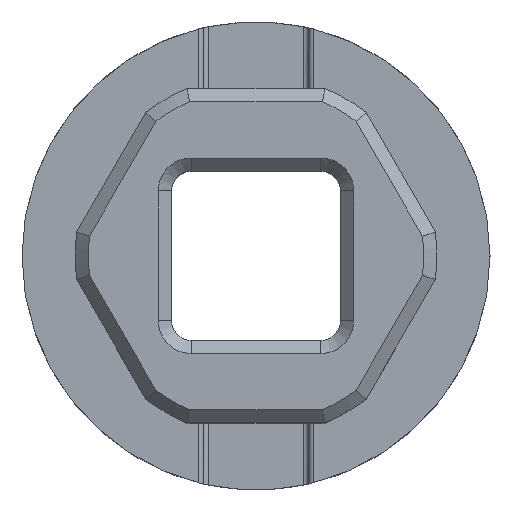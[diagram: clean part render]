
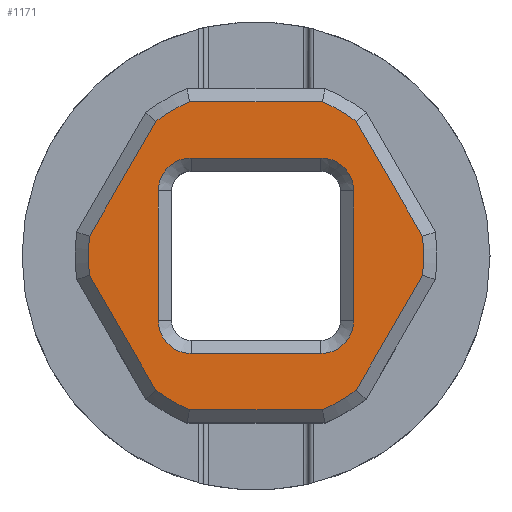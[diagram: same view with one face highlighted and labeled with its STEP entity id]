
A CAD part, top view. The second image highlights one B-rep face of the part: STEP entity #1171.
In plain terms, the highlighted planar face has unit normal (0, 0, 1).
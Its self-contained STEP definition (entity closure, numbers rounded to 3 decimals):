
#14=FACE_BOUND('',#353,.T.);
#23=PLANE('',#1282);
#97=LINE('',#1953,#196);
#98=LINE('',#1957,#197);
#99=LINE('',#1961,#198);
#100=LINE('',#1964,#199);
#101=LINE('',#1966,#200);
#102=LINE('',#1969,#201);
#103=LINE('',#1972,#202);
#104=LINE('',#1976,#203);
#105=LINE('',#1980,#204);
#106=LINE('',#1984,#205);
#196=VECTOR('',#1489,1000.);
#197=VECTOR('',#1492,1000.);
#198=VECTOR('',#1495,1000.);
#199=VECTOR('',#1498,1000.);
#200=VECTOR('',#1499,1000.);
#201=VECTOR('',#1502,1000.);
#202=VECTOR('',#1503,1000.);
#203=VECTOR('',#1506,1000.);
#204=VECTOR('',#1509,1000.);
#205=VECTOR('',#1512,1000.);
#285=FACE_OUTER_BOUND('',#352,.T.);
#352=EDGE_LOOP('',(#823,#824,#825,#826,#827,#828,#829,#830,#831,#832,#833,
#834));
#353=EDGE_LOOP('',(#835,#836,#837,#838,#839,#840,#841,#842));
#411=CIRCLE('',#1249,6.37);
#435=CIRCLE('',#1283,6.37);
#436=CIRCLE('',#1284,6.37);
#437=CIRCLE('',#1285,6.37);
#438=CIRCLE('',#1286,6.37);
#439=CIRCLE('',#1287,6.37);
#440=CIRCLE('',#1288,1.25);
#441=CIRCLE('',#1289,1.25);
#442=CIRCLE('',#1290,1.25);
#443=CIRCLE('',#1291,1.25);
#472=VERTEX_POINT('',#1735);
#473=VERTEX_POINT('',#1736);
#533=VERTEX_POINT('',#1949);
#534=VERTEX_POINT('',#1950);
#535=VERTEX_POINT('',#1952);
#536=VERTEX_POINT('',#1954);
#537=VERTEX_POINT('',#1956);
#538=VERTEX_POINT('',#1958);
#539=VERTEX_POINT('',#1960);
#540=VERTEX_POINT('',#1962);
#541=VERTEX_POINT('',#1965);
#542=VERTEX_POINT('',#1967);
#543=VERTEX_POINT('',#1970);
#544=VERTEX_POINT('',#1971);
#545=VERTEX_POINT('',#1973);
#546=VERTEX_POINT('',#1975);
#547=VERTEX_POINT('',#1977);
#548=VERTEX_POINT('',#1979);
#549=VERTEX_POINT('',#1981);
#550=VERTEX_POINT('',#1983);
#575=EDGE_CURVE('',#472,#473,#411,.T.);
#646=EDGE_CURVE('',#533,#534,#435,.T.);
#647=EDGE_CURVE('',#535,#533,#97,.T.);
#648=EDGE_CURVE('',#536,#535,#436,.T.);
#649=EDGE_CURVE('',#537,#536,#98,.T.);
#650=EDGE_CURVE('',#538,#537,#437,.T.);
#651=EDGE_CURVE('',#539,#538,#99,.T.);
#652=EDGE_CURVE('',#540,#539,#438,.T.);
#653=EDGE_CURVE('',#473,#540,#100,.T.);
#654=EDGE_CURVE('',#541,#472,#101,.T.);
#655=EDGE_CURVE('',#542,#541,#439,.T.);
#656=EDGE_CURVE('',#534,#542,#102,.T.);
#657=EDGE_CURVE('',#543,#544,#103,.T.);
#658=EDGE_CURVE('',#545,#543,#440,.T.);
#659=EDGE_CURVE('',#546,#545,#104,.T.);
#660=EDGE_CURVE('',#547,#546,#441,.T.);
#661=EDGE_CURVE('',#548,#547,#105,.T.);
#662=EDGE_CURVE('',#549,#548,#442,.T.);
#663=EDGE_CURVE('',#550,#549,#106,.T.);
#664=EDGE_CURVE('',#544,#550,#443,.T.);
#823=ORIENTED_EDGE('',*,*,#646,.F.);
#824=ORIENTED_EDGE('',*,*,#647,.F.);
#825=ORIENTED_EDGE('',*,*,#648,.F.);
#826=ORIENTED_EDGE('',*,*,#649,.F.);
#827=ORIENTED_EDGE('',*,*,#650,.F.);
#828=ORIENTED_EDGE('',*,*,#651,.F.);
#829=ORIENTED_EDGE('',*,*,#652,.F.);
#830=ORIENTED_EDGE('',*,*,#653,.F.);
#831=ORIENTED_EDGE('',*,*,#575,.F.);
#832=ORIENTED_EDGE('',*,*,#654,.F.);
#833=ORIENTED_EDGE('',*,*,#655,.F.);
#834=ORIENTED_EDGE('',*,*,#656,.F.);
#835=ORIENTED_EDGE('',*,*,#657,.F.);
#836=ORIENTED_EDGE('',*,*,#658,.F.);
#837=ORIENTED_EDGE('',*,*,#659,.F.);
#838=ORIENTED_EDGE('',*,*,#660,.F.);
#839=ORIENTED_EDGE('',*,*,#661,.F.);
#840=ORIENTED_EDGE('',*,*,#662,.F.);
#841=ORIENTED_EDGE('',*,*,#663,.F.);
#842=ORIENTED_EDGE('',*,*,#664,.F.);
#1171=ADVANCED_FACE('',(#285,#14),#23,.T.);
#1249=AXIS2_PLACEMENT_3D('',#1737,#1380,#1381);
#1282=AXIS2_PLACEMENT_3D('',#1948,#1485,#1486);
#1283=AXIS2_PLACEMENT_3D('',#1951,#1487,#1488);
#1284=AXIS2_PLACEMENT_3D('',#1955,#1490,#1491);
#1285=AXIS2_PLACEMENT_3D('',#1959,#1493,#1494);
#1286=AXIS2_PLACEMENT_3D('',#1963,#1496,#1497);
#1287=AXIS2_PLACEMENT_3D('',#1968,#1500,#1501);
#1288=AXIS2_PLACEMENT_3D('',#1974,#1504,#1505);
#1289=AXIS2_PLACEMENT_3D('',#1978,#1507,#1508);
#1290=AXIS2_PLACEMENT_3D('',#1982,#1510,#1511);
#1291=AXIS2_PLACEMENT_3D('',#1985,#1513,#1514);
#1380=DIRECTION('center_axis',(0.,0.,-1.));
#1381=DIRECTION('ref_axis',(1.,0.,0.));
#1485=DIRECTION('center_axis',(0.,0.,1.));
#1486=DIRECTION('ref_axis',(1.,0.,0.));
#1487=DIRECTION('center_axis',(0.,0.,-1.));
#1488=DIRECTION('ref_axis',(1.,0.,0.));
#1489=DIRECTION('',(0.5,0.866,0.));
#1490=DIRECTION('center_axis',(0.,0.,-1.));
#1491=DIRECTION('ref_axis',(1.,0.,0.));
#1492=DIRECTION('',(-0.5,0.866,0.));
#1493=DIRECTION('center_axis',(0.,0.,-1.));
#1494=DIRECTION('ref_axis',(1.,0.,0.));
#1495=DIRECTION('',(-1.,0.,0.));
#1496=DIRECTION('center_axis',(0.,0.,-1.));
#1497=DIRECTION('ref_axis',(1.,0.,0.));
#1498=DIRECTION('',(-0.5,-0.866,0.));
#1499=DIRECTION('',(0.5,-0.866,0.));
#1500=DIRECTION('center_axis',(0.,0.,-1.));
#1501=DIRECTION('ref_axis',(1.,0.,0.));
#1502=DIRECTION('',(1.,0.,0.));
#1503=DIRECTION('',(0.,1.,0.));
#1504=DIRECTION('center_axis',(0.,0.,1.));
#1505=DIRECTION('ref_axis',(1.,0.,0.));
#1506=DIRECTION('',(1.,0.,0.));
#1507=DIRECTION('center_axis',(0.,0.,1.));
#1508=DIRECTION('ref_axis',(1.,0.,0.));
#1509=DIRECTION('',(0.,-1.,0.));
#1510=DIRECTION('center_axis',(0.,0.,1.));
#1511=DIRECTION('ref_axis',(1.,0.,0.));
#1512=DIRECTION('',(-1.,0.,0.));
#1513=DIRECTION('center_axis',(0.,0.,1.));
#1514=DIRECTION('ref_axis',(1.,0.,0.));
#1735=CARTESIAN_POINT('',(6.327,0.742,0.));
#1736=CARTESIAN_POINT('',(6.327,-0.742,0.));
#1737=CARTESIAN_POINT('Origin',(0.,0.,0.));
#1948=CARTESIAN_POINT('Origin',(0.,0.,0.));
#1949=CARTESIAN_POINT('',(-3.806,5.108,0.));
#1950=CARTESIAN_POINT('',(-2.521,5.85,0.));
#1951=CARTESIAN_POINT('Origin',(0.,0.,0.));
#1952=CARTESIAN_POINT('',(-6.327,0.742,0.));
#1953=CARTESIAN_POINT('',(-5.066,2.925,0.));
#1954=CARTESIAN_POINT('',(-6.327,-0.742,0.));
#1955=CARTESIAN_POINT('Origin',(0.,0.,0.));
#1956=CARTESIAN_POINT('',(-3.806,-5.108,0.));
#1957=CARTESIAN_POINT('',(-5.066,-2.925,0.));
#1958=CARTESIAN_POINT('',(-2.521,-5.85,0.));
#1959=CARTESIAN_POINT('Origin',(0.,0.,0.));
#1960=CARTESIAN_POINT('',(2.521,-5.85,0.));
#1961=CARTESIAN_POINT('',(0.,-5.85,0.));
#1962=CARTESIAN_POINT('',(3.806,-5.108,0.));
#1963=CARTESIAN_POINT('Origin',(0.,0.,0.));
#1964=CARTESIAN_POINT('',(5.066,-2.925,0.));
#1965=CARTESIAN_POINT('',(3.806,5.108,0.));
#1966=CARTESIAN_POINT('',(5.066,2.925,0.));
#1967=CARTESIAN_POINT('',(2.521,5.85,0.));
#1968=CARTESIAN_POINT('Origin',(0.,0.,0.));
#1969=CARTESIAN_POINT('',(0.,5.85,0.));
#1970=CARTESIAN_POINT('',(3.713,-2.463,0.));
#1971=CARTESIAN_POINT('',(3.713,2.463,0.));
#1972=CARTESIAN_POINT('',(3.713,0.,0.));
#1973=CARTESIAN_POINT('',(2.463,-3.713,0.));
#1974=CARTESIAN_POINT('Origin',(2.463,-2.463,0.));
#1975=CARTESIAN_POINT('',(-2.463,-3.713,0.));
#1976=CARTESIAN_POINT('',(0.,-3.713,0.));
#1977=CARTESIAN_POINT('',(-3.713,-2.463,0.));
#1978=CARTESIAN_POINT('Origin',(-2.463,-2.463,0.));
#1979=CARTESIAN_POINT('',(-3.713,2.463,0.));
#1980=CARTESIAN_POINT('',(-3.713,0.,0.));
#1981=CARTESIAN_POINT('',(-2.463,3.713,0.));
#1982=CARTESIAN_POINT('Origin',(-2.463,2.463,0.));
#1983=CARTESIAN_POINT('',(2.463,3.713,0.));
#1984=CARTESIAN_POINT('',(0.,3.713,0.));
#1985=CARTESIAN_POINT('Origin',(2.463,2.463,0.));
